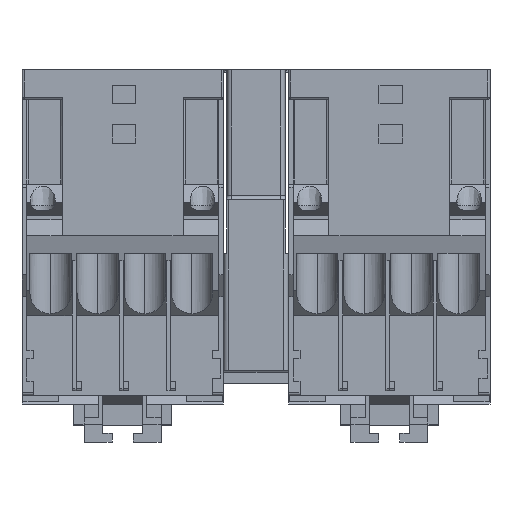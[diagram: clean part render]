
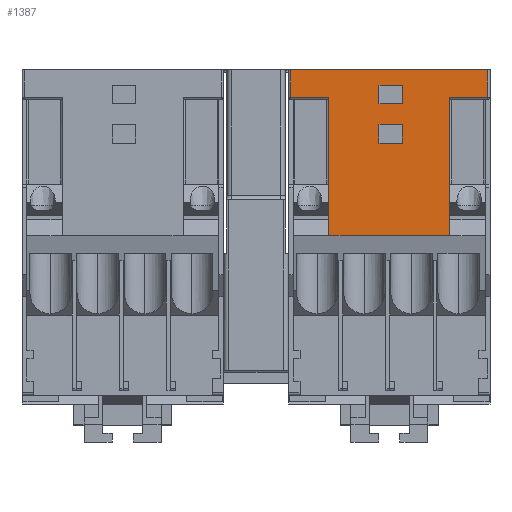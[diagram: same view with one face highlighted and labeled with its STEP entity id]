
A CAD part, front view. The second image highlights one B-rep face of the part: STEP entity #1387.
In plain terms, the highlighted planar face has unit normal (0, -1, 0).
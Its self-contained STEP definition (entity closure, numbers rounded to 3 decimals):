
#174 = ORIENTED_EDGE ( 'NONE', *, *, #8001, .T. ) ;
#188 = ORIENTED_EDGE ( 'NONE', *, *, #6902, .T. ) ;
#217 = FACE_BOUND ( 'NONE', #22752, .T. ) ;
#422 = CARTESIAN_POINT ( 'NONE',  ( 2.94, -35.6, 28.75 ) ) ;
#649 = VERTEX_POINT ( 'NONE', #12421 ) ;
#726 = VECTOR ( 'NONE', #14203, 1000. ) ;
#1387 = ADVANCED_FACE ( 'NONE', ( #217, #13614, #12619 ), #26268, .F. ) ;
#2088 = ORIENTED_EDGE ( 'NONE', *, *, #25282, .F. ) ;
#2555 = VERTEX_POINT ( 'NONE', #16359 ) ;
#2570 = LINE ( 'NONE', #24774, #24048 ) ;
#2638 = VERTEX_POINT ( 'NONE', #21161 ) ;
#2700 = VERTEX_POINT ( 'NONE', #8734 ) ;
#2763 = CARTESIAN_POINT ( 'NONE',  ( 13.5, -35.6, 6.75 ) ) ;
#2942 = ORIENTED_EDGE ( 'NONE', *, *, #13121, .T. ) ;
#3232 = DIRECTION ( 'NONE',  ( 1., 0., 0. ) ) ;
#3235 = CARTESIAN_POINT ( 'NONE',  ( 22.5, -35.6, 36.35 ) ) ;
#3367 = CARTESIAN_POINT ( 'NONE',  ( -13.5, -35.6, 30.25 ) ) ;
#3600 = VERTEX_POINT ( 'NONE', #24015 ) ;
#3637 = CARTESIAN_POINT ( 'NONE',  ( -2.31, -35.6, 19.95 ) ) ;
#3903 = LINE ( 'NONE', #26736, #7519 ) ;
#4049 = ORIENTED_EDGE ( 'NONE', *, *, #17352, .F. ) ;
#4068 = VECTOR ( 'NONE', #9863, 1000. ) ;
#4118 = LINE ( 'NONE', #26707, #4451 ) ;
#4451 = VECTOR ( 'NONE', #22639, 1000. ) ;
#4662 = VECTOR ( 'NONE', #23072, 1000. ) ;
#5024 = ORIENTED_EDGE ( 'NONE', *, *, #5257, .F. ) ;
#5106 = CARTESIAN_POINT ( 'NONE',  ( -22., -35.6, 36.35 ) ) ;
#5133 = EDGE_CURVE ( 'NONE', #2638, #20043, #4118, .T. ) ;
#5239 = ORIENTED_EDGE ( 'NONE', *, *, #25626, .F. ) ;
#5257 = EDGE_CURVE ( 'NONE', #8685, #2700, #14859, .T. ) ;
#5274 = CARTESIAN_POINT ( 'NONE',  ( 22.5, -35.6, 36.35 ) ) ;
#5334 = CARTESIAN_POINT ( 'NONE',  ( -2.31, -35.6, 28.75 ) ) ;
#5824 = DIRECTION ( 'NONE',  ( 1., 0., 0. ) ) ;
#6077 = DIRECTION ( 'NONE',  ( 0., 0., 1. ) ) ;
#6303 = VERTEX_POINT ( 'NONE', #9114 ) ;
#6452 = LINE ( 'NONE', #11878, #11319 ) ;
#6756 = VECTOR ( 'NONE', #17565, 1000. ) ;
#6902 = EDGE_CURVE ( 'NONE', #2555, #15428, #19295, .T. ) ;
#7104 = CARTESIAN_POINT ( 'NONE',  ( -13.5, -35.6, 6.75 ) ) ;
#7472 = LINE ( 'NONE', #24687, #22074 ) ;
#7519 = VECTOR ( 'NONE', #12312, 1000. ) ;
#8001 = EDGE_CURVE ( 'NONE', #15428, #17669, #25275, .T. ) ;
#8083 = VERTEX_POINT ( 'NONE', #17993 ) ;
#8087 = DIRECTION ( 'NONE',  ( 0., 0., -1. ) ) ;
#8556 = CARTESIAN_POINT ( 'NONE',  ( -2.31, -35.6, 24.15 ) ) ;
#8685 = VERTEX_POINT ( 'NONE', #18500 ) ;
#8734 = CARTESIAN_POINT ( 'NONE',  ( 2.94, -35.6, 24.15 ) ) ;
#8761 = EDGE_CURVE ( 'NONE', #17669, #6303, #6452, .T. ) ;
#9075 = DIRECTION ( 'NONE',  ( -1., 0., 0. ) ) ;
#9114 = CARTESIAN_POINT ( 'NONE',  ( -13.5, -35.6, -0.75 ) ) ;
#9283 = VECTOR ( 'NONE', #6077, 1000. ) ;
#9326 = CARTESIAN_POINT ( 'NONE',  ( -2.31, -35.6, 32.95 ) ) ;
#9367 = ORIENTED_EDGE ( 'NONE', *, *, #12146, .F. ) ;
#9449 = CARTESIAN_POINT ( 'NONE',  ( 2.94, -35.6, 32.95 ) ) ;
#9863 = DIRECTION ( 'NONE',  ( -1., 0., 0. ) ) ;
#9935 = ORIENTED_EDGE ( 'NONE', *, *, #15472, .F. ) ;
#9968 = CARTESIAN_POINT ( 'NONE',  ( -2.31, -35.6, 32.95 ) ) ;
#10346 = CARTESIAN_POINT ( 'NONE',  ( 22., -35.6, 36.35 ) ) ;
#10907 = ORIENTED_EDGE ( 'NONE', *, *, #15303, .F. ) ;
#11319 = VECTOR ( 'NONE', #20400, 1000. ) ;
#11330 = CARTESIAN_POINT ( 'NONE',  ( 2.94, -35.6, 28.75 ) ) ;
#11878 = CARTESIAN_POINT ( 'NONE',  ( -13.5, -35.6, 29.75 ) ) ;
#12146 = EDGE_CURVE ( 'NONE', #13954, #20920, #3903, .T. ) ;
#12312 = DIRECTION ( 'NONE',  ( -1., 0., 0. ) ) ;
#12373 = ORIENTED_EDGE ( 'NONE', *, *, #26300, .T. ) ;
#12421 = CARTESIAN_POINT ( 'NONE',  ( 13.5, -35.6, -0.75 ) ) ;
#12602 = LINE ( 'NONE', #9326, #26865 ) ;
#12619 = FACE_OUTER_BOUND ( 'NONE', #20450, .T. ) ;
#12889 = VERTEX_POINT ( 'NONE', #5106 ) ;
#13121 = EDGE_CURVE ( 'NONE', #2638, #19041, #7472, .T. ) ;
#13463 = LINE ( 'NONE', #26101, #726 ) ;
#13614 = FACE_BOUND ( 'NONE', #18174, .T. ) ;
#13742 = DIRECTION ( 'NONE',  ( 0., 0., 1. ) ) ;
#13954 = VERTEX_POINT ( 'NONE', #19024 ) ;
#14141 = CARTESIAN_POINT ( 'NONE',  ( 2.94, -35.6, 24.15 ) ) ;
#14203 = DIRECTION ( 'NONE',  ( 0., 0., -1. ) ) ;
#14859 = LINE ( 'NONE', #18992, #24582 ) ;
#14868 = VECTOR ( 'NONE', #9075, 1000. ) ;
#15303 = EDGE_CURVE ( 'NONE', #649, #6303, #22657, .T. ) ;
#15327 = CARTESIAN_POINT ( 'NONE',  ( 21.5, -35.6, -0.75 ) ) ;
#15428 = VERTEX_POINT ( 'NONE', #3367 ) ;
#15453 = DIRECTION ( 'NONE',  ( 0., 0., 1. ) ) ;
#15472 = EDGE_CURVE ( 'NONE', #20920, #26531, #12602, .T. ) ;
#15690 = VECTOR ( 'NONE', #21878, 1000. ) ;
#16021 = LINE ( 'NONE', #8556, #4662 ) ;
#16359 = CARTESIAN_POINT ( 'NONE',  ( -22., -35.6, 30.25 ) ) ;
#16928 = DIRECTION ( 'NONE',  ( 0., 0., 1. ) ) ;
#17157 = EDGE_CURVE ( 'NONE', #12889, #2555, #13463, .T. ) ;
#17352 = EDGE_CURVE ( 'NONE', #3600, #19092, #16021, .T. ) ;
#17514 = VERTEX_POINT ( 'NONE', #422 ) ;
#17565 = DIRECTION ( 'NONE',  ( 0., 0., -1. ) ) ;
#17631 = EDGE_CURVE ( 'NONE', #8083, #12889, #25432, .T. ) ;
#17669 = VERTEX_POINT ( 'NONE', #7104 ) ;
#17852 = CARTESIAN_POINT ( 'NONE',  ( 22., -35.6, 30.25 ) ) ;
#17993 = CARTESIAN_POINT ( 'NONE',  ( 22., -35.6, 36.35 ) ) ;
#17995 = VECTOR ( 'NONE', #3232, 1000. ) ;
#18065 = LINE ( 'NONE', #14141, #4068 ) ;
#18151 = VECTOR ( 'NONE', #19533, 1000. ) ;
#18174 = EDGE_LOOP ( 'NONE', ( #9367, #25015, #2088, #9935 ) ) ;
#18500 = CARTESIAN_POINT ( 'NONE',  ( 2.94, -35.6, 19.95 ) ) ;
#18737 = ORIENTED_EDGE ( 'NONE', *, *, #8761, .T. ) ;
#18802 = LINE ( 'NONE', #24056, #18151 ) ;
#18992 = CARTESIAN_POINT ( 'NONE',  ( 2.94, -35.6, 24.15 ) ) ;
#19024 = CARTESIAN_POINT ( 'NONE',  ( 2.94, -35.6, 32.95 ) ) ;
#19041 = VERTEX_POINT ( 'NONE', #17852 ) ;
#19092 = VERTEX_POINT ( 'NONE', #3637 ) ;
#19295 = LINE ( 'NONE', #26079, #17995 ) ;
#19423 = DIRECTION ( 'NONE',  ( 1., 0., 0. ) ) ;
#19533 = DIRECTION ( 'NONE',  ( 1., 0., 0. ) ) ;
#19613 = ORIENTED_EDGE ( 'NONE', *, *, #23912, .F. ) ;
#20043 = VERTEX_POINT ( 'NONE', #2763 ) ;
#20400 = DIRECTION ( 'NONE',  ( 0., 0., -1. ) ) ;
#20450 = EDGE_LOOP ( 'NONE', ( #2942, #12373, #26028, #22016, #188, #174, #18737, #10907, #19613, #26752 ) ) ;
#20920 = VERTEX_POINT ( 'NONE', #9968 ) ;
#21161 = CARTESIAN_POINT ( 'NONE',  ( 13.5, -35.6, 30.25 ) ) ;
#21878 = DIRECTION ( 'NONE',  ( -1., 0., 0. ) ) ;
#22016 = ORIENTED_EDGE ( 'NONE', *, *, #17157, .T. ) ;
#22074 = VECTOR ( 'NONE', #5824, 1000. ) ;
#22090 = CARTESIAN_POINT ( 'NONE',  ( -13.5, -35.6, 29.75 ) ) ;
#22517 = VECTOR ( 'NONE', #19423, 1000. ) ;
#22639 = DIRECTION ( 'NONE',  ( 0., 0., -1. ) ) ;
#22657 = LINE ( 'NONE', #15327, #14868 ) ;
#22752 = EDGE_LOOP ( 'NONE', ( #5239, #5024, #24343, #4049 ) ) ;
#22828 = LINE ( 'NONE', #11330, #22517 ) ;
#22923 = LINE ( 'NONE', #10346, #9283 ) ;
#23072 = DIRECTION ( 'NONE',  ( 0., 0., -1. ) ) ;
#23672 = LINE ( 'NONE', #9449, #26925 ) ;
#23912 = EDGE_CURVE ( 'NONE', #20043, #649, #2570, .T. ) ;
#24015 = CARTESIAN_POINT ( 'NONE',  ( -2.31, -35.6, 24.15 ) ) ;
#24048 = VECTOR ( 'NONE', #8087, 1000. ) ;
#24056 = CARTESIAN_POINT ( 'NONE',  ( 2.94, -35.6, 19.95 ) ) ;
#24247 = DIRECTION ( 'NONE',  ( 0., 1., 0. ) ) ;
#24343 = ORIENTED_EDGE ( 'NONE', *, *, #24768, .F. ) ;
#24582 = VECTOR ( 'NONE', #16928, 1000. ) ;
#24687 = CARTESIAN_POINT ( 'NONE',  ( 22.5, -35.6, 30.25 ) ) ;
#24747 = EDGE_CURVE ( 'NONE', #17514, #13954, #23672, .T. ) ;
#24768 = EDGE_CURVE ( 'NONE', #19092, #8685, #18802, .T. ) ;
#24774 = CARTESIAN_POINT ( 'NONE',  ( 13.5, -35.6, 29.75 ) ) ;
#25015 = ORIENTED_EDGE ( 'NONE', *, *, #24747, .F. ) ;
#25024 = AXIS2_PLACEMENT_3D ( 'NONE', #3235, #24247, #13742 ) ;
#25275 = LINE ( 'NONE', #22090, #6756 ) ;
#25282 = EDGE_CURVE ( 'NONE', #26531, #17514, #22828, .T. ) ;
#25432 = LINE ( 'NONE', #5274, #15690 ) ;
#25626 = EDGE_CURVE ( 'NONE', #2700, #3600, #18065, .T. ) ;
#26028 = ORIENTED_EDGE ( 'NONE', *, *, #17631, .T. ) ;
#26034 = DIRECTION ( 'NONE',  ( 0., 0., -1. ) ) ;
#26079 = CARTESIAN_POINT ( 'NONE',  ( -13.5, -35.6, 30.25 ) ) ;
#26101 = CARTESIAN_POINT ( 'NONE',  ( -22., -35.6, 30.25 ) ) ;
#26268 = PLANE ( 'NONE',  #25024 ) ;
#26300 = EDGE_CURVE ( 'NONE', #19041, #8083, #22923, .T. ) ;
#26531 = VERTEX_POINT ( 'NONE', #5334 ) ;
#26707 = CARTESIAN_POINT ( 'NONE',  ( 13.5, -35.6, 29.75 ) ) ;
#26736 = CARTESIAN_POINT ( 'NONE',  ( 2.94, -35.6, 32.95 ) ) ;
#26752 = ORIENTED_EDGE ( 'NONE', *, *, #5133, .F. ) ;
#26865 = VECTOR ( 'NONE', #26034, 1000. ) ;
#26925 = VECTOR ( 'NONE', #15453, 1000. ) ;
